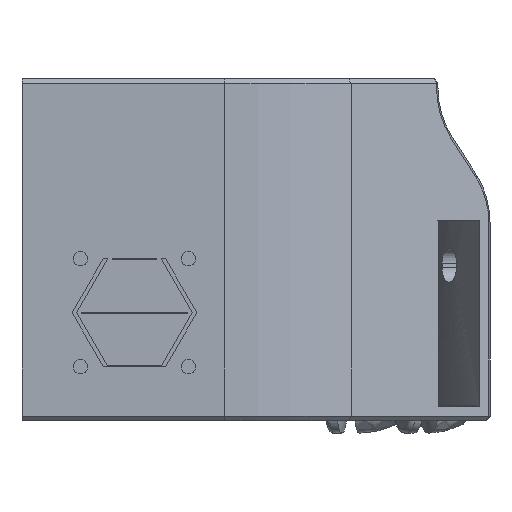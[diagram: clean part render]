
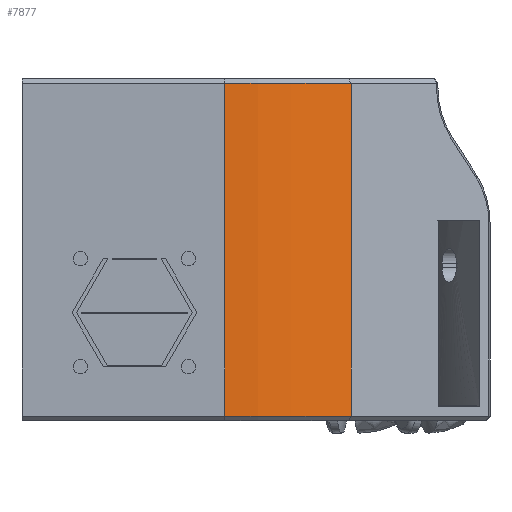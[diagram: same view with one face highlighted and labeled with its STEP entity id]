
A CAD part, left-side view. The second image highlights one B-rep face of the part: STEP entity #7877.
In plain terms, the highlighted cylindrical face has radius 50 mm (diameter 100 mm), a partial arc.
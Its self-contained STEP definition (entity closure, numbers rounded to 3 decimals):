
#1901 = VERTEX_POINT('',#1902);
#1902 = CARTESIAN_POINT('',(-106.671,171.953,-43.));
#1925 = VERTEX_POINT('',#1926);
#1926 = CARTESIAN_POINT('',(-97.989,143.797,-43.));
#1934 = EDGE_CURVE('',#1925,#1901,#1935,.T.);
#1935 = CIRCLE('',#1936,50.);
#1936 = AXIS2_PLACEMENT_3D('',#1937,#1938,#1939);
#1937 = CARTESIAN_POINT('',(-56.671,171.953,-43.));
#1938 = DIRECTION('',(-0.,0.,-1.));
#1939 = DIRECTION('',(-0.826,-0.563,0.));
#6097 = EDGE_CURVE('',#6098,#1901,#6100,.T.);
#6098 = VERTEX_POINT('',#6099);
#6099 = CARTESIAN_POINT('',(-106.671,171.953,31.));
#6100 = LINE('',#6101,#6102);
#6101 = CARTESIAN_POINT('',(-106.671,171.953,30.));
#6102 = VECTOR('',#6103,1.);
#6103 = DIRECTION('',(0.,0.,-1.));
#7877 = ADVANCED_FACE('',(#7878),#7897,.T.);
#7878 = FACE_BOUND('',#7879,.F.);
#7879 = EDGE_LOOP('',(#7880,#7881,#7890,#7896));
#7880 = ORIENTED_EDGE('',*,*,#6097,.F.);
#7881 = ORIENTED_EDGE('',*,*,#7882,.F.);
#7882 = EDGE_CURVE('',#7883,#6098,#7885,.T.);
#7883 = VERTEX_POINT('',#7884);
#7884 = CARTESIAN_POINT('',(-97.989,143.797,31.));
#7885 = CIRCLE('',#7886,50.);
#7886 = AXIS2_PLACEMENT_3D('',#7887,#7888,#7889);
#7887 = CARTESIAN_POINT('',(-56.671,171.953,31.));
#7888 = DIRECTION('',(0.,0.,-1.));
#7889 = DIRECTION('',(-0.826,-0.563,0.
    ));
#7890 = ORIENTED_EDGE('',*,*,#7891,.F.);
#7891 = EDGE_CURVE('',#1925,#7883,#7892,.T.);
#7892 = LINE('',#7893,#7894);
#7893 = CARTESIAN_POINT('',(-97.989,143.797,30.));
#7894 = VECTOR('',#7895,1.);
#7895 = DIRECTION('',(0.,0.,1.));
#7896 = ORIENTED_EDGE('',*,*,#1934,.T.);
#7897 = CYLINDRICAL_SURFACE('',#7898,50.);
#7898 = AXIS2_PLACEMENT_3D('',#7899,#7900,#7901);
#7899 = CARTESIAN_POINT('',(-56.671,171.953,30.));
#7900 = DIRECTION('',(0.,0.,-1.));
#7901 = DIRECTION('',(1.,0.,0.));
